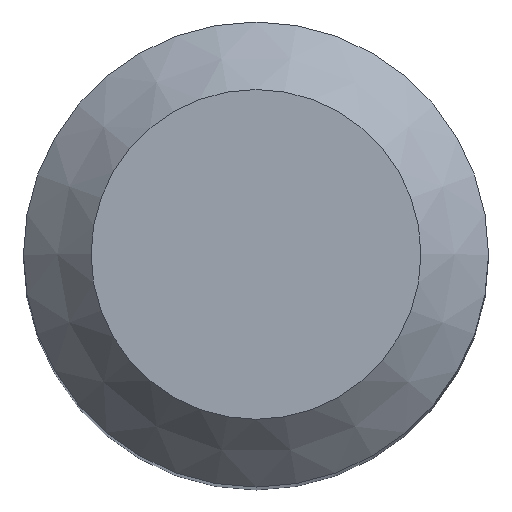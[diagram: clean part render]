
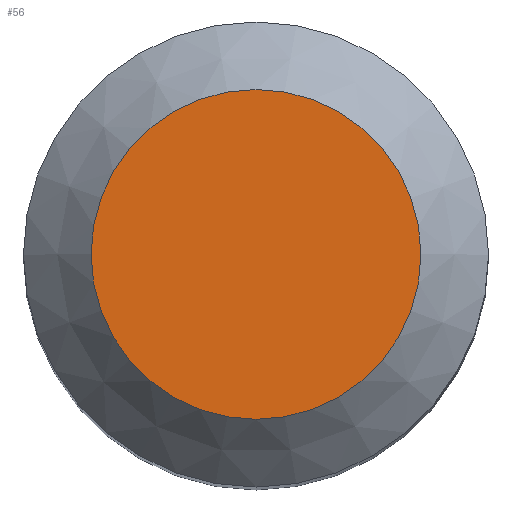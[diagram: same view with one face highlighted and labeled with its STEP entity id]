
A CAD part, top view. The second image highlights one B-rep face of the part: STEP entity #56.
In plain terms, the highlighted planar face has unit normal (0, 0, 1).
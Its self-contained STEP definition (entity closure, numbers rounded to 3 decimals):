
#45=PLANE('',#189);
#48=FACE_OUTER_BOUND('',#86,.T.);
#56=ADVANCED_FACE('',(#48),#45,.T.);
#86=EDGE_LOOP('',(#102));
#102=ORIENTED_EDGE('',*,*,#125,.F.);
#116=VERTEX_POINT('',#275);
#125=EDGE_CURVE('',#116,#116,#133,.T.);
#133=CIRCLE('',#188,4.255);
#188=AXIS2_PLACEMENT_3D('',#274,#221,#222);
#189=AXIS2_PLACEMENT_3D('',#276,#223,#224);
#221=DIRECTION('',(0.,0.,-1.));
#222=DIRECTION('',(-1.,0.,0.));
#223=DIRECTION('',(0.,0.,1.));
#224=DIRECTION('',(1.,0.,0.));
#274=CARTESIAN_POINT('',(0.,0.,0.));
#275=CARTESIAN_POINT('',(-4.255,0.,0.));
#276=CARTESIAN_POINT('',(-4.255,0.,0.));
